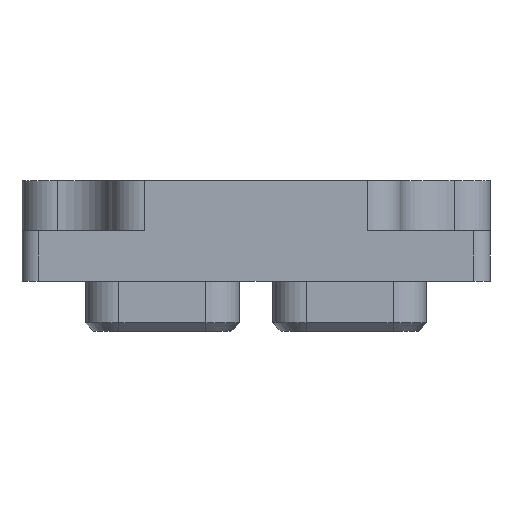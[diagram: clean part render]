
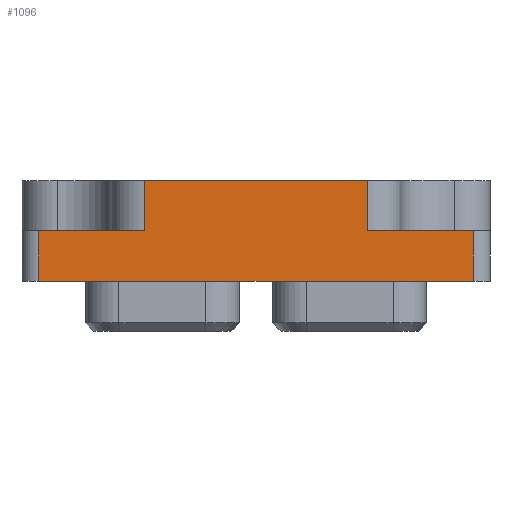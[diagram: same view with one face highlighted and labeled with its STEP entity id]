
A CAD part, front view. The second image highlights one B-rep face of the part: STEP entity #1096.
In plain terms, the highlighted planar face has unit normal (0, -1, 0).
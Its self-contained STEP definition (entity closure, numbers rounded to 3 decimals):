
#12 = EDGE_CURVE ( 'NONE', #386, #778, #731, .T. ) ;
#37 = PLANE ( 'NONE',  #415 ) ;
#47 = CARTESIAN_POINT ( 'NONE',  ( -13., -16.5, 6. ) ) ;
#62 = CARTESIAN_POINT ( 'NONE',  ( 0., -16.5, 0. ) ) ;
#74 = CARTESIAN_POINT ( 'NONE',  ( 0., -16.5, 6. ) ) ;
#76 = ORIENTED_EDGE ( 'NONE', *, *, #1222, .T. ) ;
#132 = LINE ( 'NONE', #622, #2174 ) ;
#174 = VERTEX_POINT ( 'NONE', #2386 ) ;
#195 = ORIENTED_EDGE ( 'NONE', *, *, #1154, .T. ) ;
#219 = VECTOR ( 'NONE', #2482, 1000. ) ;
#248 = CARTESIAN_POINT ( 'NONE',  ( -6.672, -16.5, 6. ) ) ;
#271 = DIRECTION ( 'NONE',  ( 0., 0., -1. ) ) ;
#279 = CARTESIAN_POINT ( 'NONE',  ( -13., -16.5, 0. ) ) ;
#368 = CARTESIAN_POINT ( 'NONE',  ( 6.672, -16.5, 6. ) ) ;
#386 = VERTEX_POINT ( 'NONE', #2140 ) ;
#415 = AXIS2_PLACEMENT_3D ( 'NONE', #446, #1653, #1662 ) ;
#446 = CARTESIAN_POINT ( 'NONE',  ( 0., -16.5, 6. ) ) ;
#459 = DIRECTION ( 'NONE',  ( 0., 0., -1. ) ) ;
#484 = LINE ( 'NONE', #47, #541 ) ;
#541 = VECTOR ( 'NONE', #459, 1000. ) ;
#592 = VERTEX_POINT ( 'NONE', #1558 ) ;
#622 = CARTESIAN_POINT ( 'NONE',  ( 0., -16.5, 3. ) ) ;
#664 = LINE ( 'NONE', #1897, #1031 ) ;
#679 = DIRECTION ( 'NONE',  ( 0., 0., -1. ) ) ;
#731 = LINE ( 'NONE', #74, #997 ) ;
#746 = LINE ( 'NONE', #368, #219 ) ;
#778 = VERTEX_POINT ( 'NONE', #1510 ) ;
#808 = ORIENTED_EDGE ( 'NONE', *, *, #2535, .F. ) ;
#837 = CARTESIAN_POINT ( 'NONE',  ( 6.672, -16.5, 3. ) ) ;
#851 = CARTESIAN_POINT ( 'NONE',  ( 13., -16.5, 3. ) ) ;
#997 = VECTOR ( 'NONE', #2245, 1000. ) ;
#1013 = EDGE_CURVE ( 'NONE', #1257, #1924, #2139, .T. ) ;
#1031 = VECTOR ( 'NONE', #679, 1000. ) ;
#1096 = ADVANCED_FACE ( 'NONE', ( #1593 ), #37, .F. ) ;
#1154 = EDGE_CURVE ( 'NONE', #386, #174, #1855, .T. ) ;
#1190 = CARTESIAN_POINT ( 'NONE',  ( 0., -16.5, 3. ) ) ;
#1222 = EDGE_CURVE ( 'NONE', #2527, #2011, #484, .T. ) ;
#1232 = CARTESIAN_POINT ( 'NONE',  ( -13., -16.5, 3. ) ) ;
#1257 = VERTEX_POINT ( 'NONE', #837 ) ;
#1274 = DIRECTION ( 'NONE',  ( 1., 0., 0. ) ) ;
#1292 = ORIENTED_EDGE ( 'NONE', *, *, #1951, .T. ) ;
#1352 = VECTOR ( 'NONE', #271, 1000. ) ;
#1510 = CARTESIAN_POINT ( 'NONE',  ( 6.672, -16.5, 6. ) ) ;
#1558 = CARTESIAN_POINT ( 'NONE',  ( 13., -16.5, 0. ) ) ;
#1593 = FACE_OUTER_BOUND ( 'NONE', #2135, .T. ) ;
#1611 = VECTOR ( 'NONE', #2363, 1000. ) ;
#1653 = DIRECTION ( 'NONE',  ( 0., 1., 0. ) ) ;
#1662 = DIRECTION ( 'NONE',  ( 0., 0., 1. ) ) ;
#1689 = EDGE_CURVE ( 'NONE', #1257, #778, #746, .T. ) ;
#1779 = EDGE_CURVE ( 'NONE', #2527, #174, #132, .T. ) ;
#1783 = VECTOR ( 'NONE', #1274, 1000. ) ;
#1784 = ORIENTED_EDGE ( 'NONE', *, *, #12, .F. ) ;
#1833 = ORIENTED_EDGE ( 'NONE', *, *, #1013, .F. ) ;
#1855 = LINE ( 'NONE', #248, #1352 ) ;
#1897 = CARTESIAN_POINT ( 'NONE',  ( 13., -16.5, 6. ) ) ;
#1924 = VERTEX_POINT ( 'NONE', #851 ) ;
#1951 = EDGE_CURVE ( 'NONE', #2011, #592, #2297, .T. ) ;
#2011 = VERTEX_POINT ( 'NONE', #279 ) ;
#2135 = EDGE_LOOP ( 'NONE', ( #1784, #195, #2475, #76, #1292, #808, #1833, #2335 ) ) ;
#2139 = LINE ( 'NONE', #1190, #1611 ) ;
#2140 = CARTESIAN_POINT ( 'NONE',  ( -6.672, -16.5, 6. ) ) ;
#2174 = VECTOR ( 'NONE', #2421, 1000. ) ;
#2245 = DIRECTION ( 'NONE',  ( 1., 0., 0. ) ) ;
#2297 = LINE ( 'NONE', #62, #1783 ) ;
#2335 = ORIENTED_EDGE ( 'NONE', *, *, #1689, .T. ) ;
#2363 = DIRECTION ( 'NONE',  ( 1., 0., 0. ) ) ;
#2386 = CARTESIAN_POINT ( 'NONE',  ( -6.672, -16.5, 3. ) ) ;
#2421 = DIRECTION ( 'NONE',  ( 1., 0., 0. ) ) ;
#2475 = ORIENTED_EDGE ( 'NONE', *, *, #1779, .F. ) ;
#2482 = DIRECTION ( 'NONE',  ( 0., 0., 1. ) ) ;
#2527 = VERTEX_POINT ( 'NONE', #1232 ) ;
#2535 = EDGE_CURVE ( 'NONE', #1924, #592, #664, .T. ) ;
